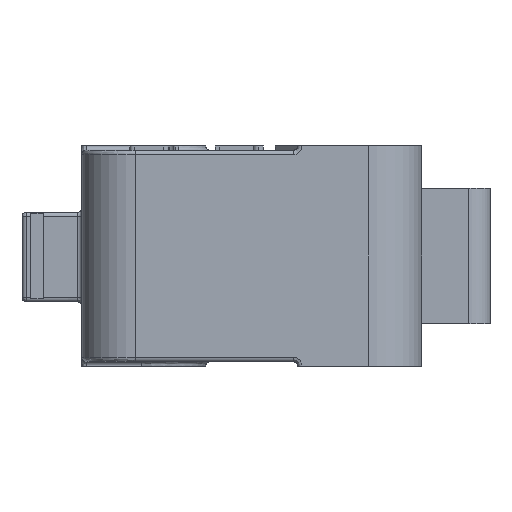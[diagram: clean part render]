
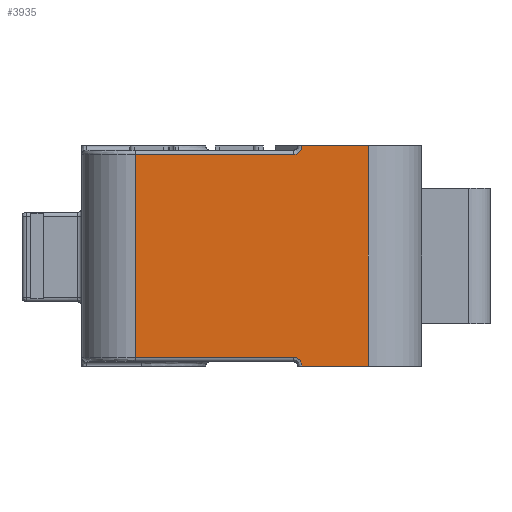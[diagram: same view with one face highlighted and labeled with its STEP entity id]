
A CAD part, left-side view. The second image highlights one B-rep face of the part: STEP entity #3935.
In plain terms, the highlighted planar face has unit normal (-1, 0, 0).
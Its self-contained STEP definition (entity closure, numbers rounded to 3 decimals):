
#551 = FACE_OUTER_BOUND ( 'NONE', #3191, .T. ) ;
#939 = VERTEX_POINT ( 'NONE', #6501 ) ;
#1056 = CARTESIAN_POINT ( 'NONE',  ( -13.9, -5.45, -5.15 ) ) ;
#1341 = CARTESIAN_POINT ( 'NONE',  ( -13.9, -7.95, -5.15 ) ) ;
#1386 = EDGE_CURVE ( 'NONE', #19094, #11992, #10530, .T. ) ;
#1525 = LINE ( 'NONE', #1341, #8958 ) ;
#1535 = EDGE_CURVE ( 'NONE', #1813, #18457, #1695, .T. ) ;
#1695 = LINE ( 'NONE', #15681, #2164 ) ;
#1813 = VERTEX_POINT ( 'NONE', #17836 ) ;
#1855 = LINE ( 'NONE', #2358, #9273 ) ;
#2164 = VECTOR ( 'NONE', #6800, 1000. ) ;
#2358 = CARTESIAN_POINT ( 'NONE',  ( -13.9, 5.45, 4.95 ) ) ;
#2845 = DIRECTION ( 'NONE',  ( 0., 1., 0. ) ) ;
#3058 = VERTEX_POINT ( 'NONE', #15016 ) ;
#3191 = EDGE_LOOP ( 'NONE', ( #17284, #5440, #5264, #12676, #14604, #13162, #12264, #6787 ) ) ;
#3453 = DIRECTION ( 'NONE',  ( 1., 0., 0. ) ) ;
#3649 = EDGE_CURVE ( 'NONE', #12796, #1813, #8840, .T. ) ;
#3863 = DIRECTION ( 'NONE',  ( 0., 0., 1. ) ) ;
#3935 = ADVANCED_FACE ( 'NONE', ( #551 ), #9357, .F. ) ;
#3951 = CARTESIAN_POINT ( 'NONE',  ( -13.9, -1.95, 4.75 ) ) ;
#5115 = CARTESIAN_POINT ( 'NONE',  ( -13.9, -2.35, 4.916 ) ) ;
#5264 = ORIENTED_EDGE ( 'NONE', *, *, #3649, .F. ) ;
#5440 = ORIENTED_EDGE ( 'NONE', *, *, #1535, .F. ) ;
#5716 = CARTESIAN_POINT ( 'NONE',  ( -13.9, -2.35, -4.916 ) ) ;
#6016 = VECTOR ( 'NONE', #17406, 1000. ) ;
#6085 = CARTESIAN_POINT ( 'NONE',  ( -13.9, -7.95, 4.75 ) ) ;
#6501 = CARTESIAN_POINT ( 'NONE',  ( -13.9, 5.45, 4.75 ) ) ;
#6609 = CARTESIAN_POINT ( 'NONE',  ( -13.9, -1.95, 4.75 ) ) ;
#6787 = ORIENTED_EDGE ( 'NONE', *, *, #16131, .F. ) ;
#6800 = DIRECTION ( 'NONE',  ( 0., 1., 0. ) ) ;
#6814 = CARTESIAN_POINT ( 'NONE',  ( -13.9, -7.95, 5.15 ) ) ;
#7663 = CARTESIAN_POINT ( 'NONE',  ( -13.9, -2.35, 5.15 ) ) ;
#7692 = DIRECTION ( 'NONE',  ( 0., 0., -1. ) ) ;
#7891 = LINE ( 'NONE', #6085, #15785 ) ;
#8096 = CARTESIAN_POINT ( 'NONE',  ( -13.9, -2.35, 5.15 ) ) ;
#8699 = CARTESIAN_POINT ( 'NONE',  ( -13.9, -2.184, -4.75 ) ) ;
#8840 =( BOUNDED_CURVE ( )  B_SPLINE_CURVE ( 3, ( #16097, #5716, #8699, #19050 ),
 .UNSPECIFIED., .F., .F. ) 
 B_SPLINE_CURVE_WITH_KNOTS ( ( 4, 4 ),
 ( 0., 1. ),
 .UNSPECIFIED. ) 
 CURVE ( )  GEOMETRIC_REPRESENTATION_ITEM ( )  RATIONAL_B_SPLINE_CURVE ( ( 1., 0.805, 0.805, 1. ) ) 
 REPRESENTATION_ITEM ( '' )  );
#8958 = VECTOR ( 'NONE', #2845, 1000. ) ;
#9064 = CARTESIAN_POINT ( 'NONE',  ( -13.9, -5.45, 4.95 ) ) ;
#9273 = VECTOR ( 'NONE', #3863, 1000. ) ;
#9357 = PLANE ( 'NONE',  #11893 ) ;
#10153 = EDGE_CURVE ( 'NONE', #14579, #12796, #1525, .T. ) ;
#10530 =( BOUNDED_CURVE ( )  B_SPLINE_CURVE ( 3, ( #6609, #15492, #5115, #8096 ),
 .UNSPECIFIED., .F., .F. ) 
 B_SPLINE_CURVE_WITH_KNOTS ( ( 4, 4 ),
 ( 0., 1. ),
 .UNSPECIFIED. ) 
 CURVE ( )  GEOMETRIC_REPRESENTATION_ITEM ( )  RATIONAL_B_SPLINE_CURVE ( ( 1., 0.805, 0.805, 1. ) ) 
 REPRESENTATION_ITEM ( '' )  );
#10843 = CARTESIAN_POINT ( 'NONE',  ( -13.9, -7.95, 4.95 ) ) ;
#11893 = AXIS2_PLACEMENT_3D ( 'NONE', #10843, #3453, #13846 ) ;
#11992 = VERTEX_POINT ( 'NONE', #7663 ) ;
#12264 = ORIENTED_EDGE ( 'NONE', *, *, #1386, .F. ) ;
#12513 = LINE ( 'NONE', #9064, #16459 ) ;
#12676 = ORIENTED_EDGE ( 'NONE', *, *, #10153, .F. ) ;
#12796 = VERTEX_POINT ( 'NONE', #15468 ) ;
#13162 = ORIENTED_EDGE ( 'NONE', *, *, #16332, .F. ) ;
#13654 = CARTESIAN_POINT ( 'NONE',  ( -13.9, 5.45, -4.75 ) ) ;
#13846 = DIRECTION ( 'NONE',  ( 0., 0., -1. ) ) ;
#13945 = LINE ( 'NONE', #6814, #6016 ) ;
#14579 = VERTEX_POINT ( 'NONE', #1056 ) ;
#14604 = ORIENTED_EDGE ( 'NONE', *, *, #16445, .F. ) ;
#15016 = CARTESIAN_POINT ( 'NONE',  ( -13.9, -5.45, 5.15 ) ) ;
#15468 = CARTESIAN_POINT ( 'NONE',  ( -13.9, -2.35, -5.15 ) ) ;
#15492 = CARTESIAN_POINT ( 'NONE',  ( -13.9, -2.184, 4.75 ) ) ;
#15681 = CARTESIAN_POINT ( 'NONE',  ( -13.9, -7.95, -4.75 ) ) ;
#15785 = VECTOR ( 'NONE', #16456, 1000. ) ;
#16097 = CARTESIAN_POINT ( 'NONE',  ( -13.9, -2.35, -5.15 ) ) ;
#16131 = EDGE_CURVE ( 'NONE', #939, #19094, #7891, .T. ) ;
#16332 = EDGE_CURVE ( 'NONE', #11992, #3058, #13945, .T. ) ;
#16445 = EDGE_CURVE ( 'NONE', #3058, #14579, #12513, .T. ) ;
#16456 = DIRECTION ( 'NONE',  ( 0., -1., 0. ) ) ;
#16459 = VECTOR ( 'NONE', #7692, 1000. ) ;
#17284 = ORIENTED_EDGE ( 'NONE', *, *, #17788, .F. ) ;
#17406 = DIRECTION ( 'NONE',  ( 0., -1., 0. ) ) ;
#17788 = EDGE_CURVE ( 'NONE', #18457, #939, #1855, .T. ) ;
#17836 = CARTESIAN_POINT ( 'NONE',  ( -13.9, -1.95, -4.75 ) ) ;
#18457 = VERTEX_POINT ( 'NONE', #13654 ) ;
#19050 = CARTESIAN_POINT ( 'NONE',  ( -13.9, -1.95, -4.75 ) ) ;
#19094 = VERTEX_POINT ( 'NONE', #3951 ) ;
